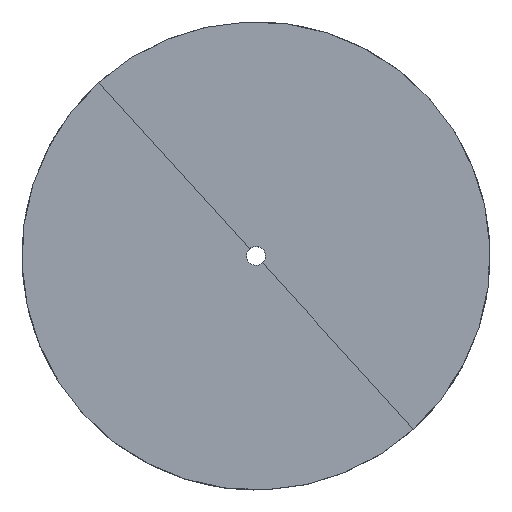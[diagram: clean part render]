
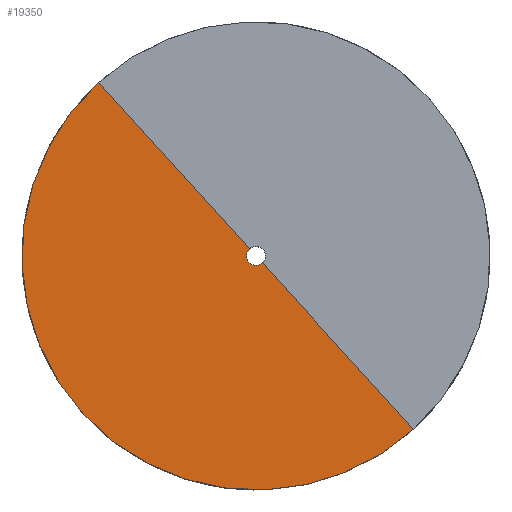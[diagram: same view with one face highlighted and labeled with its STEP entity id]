
A CAD part, top view. The second image highlights one B-rep face of the part: STEP entity #19350.
In plain terms, the highlighted face is a revolution surface.
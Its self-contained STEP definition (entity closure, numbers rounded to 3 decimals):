
#19272 = VERTEX_POINT('',#19273);
#19273 = CARTESIAN_POINT('',(-0.673,0.74,9.5));
#19279 = VERTEX_POINT('',#19280);
#19280 = CARTESIAN_POINT('',(0.673,-0.74,9.5));
#19302 = EDGE_CURVE('',#19272,#19279,#19303,.T.);
#19303 = CIRCLE('',#19304,1.);
#19304 = AXIS2_PLACEMENT_3D('',#19305,#19306,#19307);
#19305 = CARTESIAN_POINT('',(0.,0.,9.5));
#19306 = DIRECTION('',(0.,0.,1.));
#19307 = DIRECTION('',(-0.673,0.74,0.));
#19323 = EDGE_CURVE('',#19272,#19324,#19326,.T.);
#19324 = VERTEX_POINT('',#19325);
#19325 = CARTESIAN_POINT('',(-16.597,18.243,9.5));
#19326 = B_SPLINE_CURVE_WITH_KNOTS('',1,(#19327,#19328),.UNSPECIFIED.,
  .F.,.F.,(2,2),(0.,1.),.PIECEWISE_BEZIER_KNOTS.);
#19327 = CARTESIAN_POINT('',(-0.673,0.74,9.5));
#19328 = CARTESIAN_POINT('',(-16.597,18.243,9.5));
#19331 = VERTEX_POINT('',#19332);
#19332 = CARTESIAN_POINT('',(16.597,-18.243,9.5));
#19339 = EDGE_CURVE('',#19279,#19331,#19340,.T.);
#19340 = B_SPLINE_CURVE_WITH_KNOTS('',1,(#19341,#19342),.UNSPECIFIED.,
  .F.,.F.,(2,2),(0.,1.),.PIECEWISE_BEZIER_KNOTS.);
#19341 = CARTESIAN_POINT('',(0.673,-0.74,9.5));
#19342 = CARTESIAN_POINT('',(16.597,-18.243,9.5));
#19350 = ADVANCED_FACE('[Impeller_1] Material domain SolidHub',(#19351),
  #19363,.F.);
#19351 = FACE_BOUND('',#19352,.F.);
#19352 = EDGE_LOOP('',(#19353,#19360,#19361,#19362));
#19353 = ORIENTED_EDGE('',*,*,#19354,.F.);
#19354 = EDGE_CURVE('',#19324,#19331,#19355,.T.);
#19355 = CIRCLE('',#19356,24.663);
#19356 = AXIS2_PLACEMENT_3D('',#19357,#19358,#19359);
#19357 = CARTESIAN_POINT('',(0.,0.,9.5));
#19358 = DIRECTION('',(0.,0.,1.));
#19359 = DIRECTION('',(-0.673,0.74,0.));
#19360 = ORIENTED_EDGE('',*,*,#19323,.F.);
#19361 = ORIENTED_EDGE('',*,*,#19302,.T.);
#19362 = ORIENTED_EDGE('',*,*,#19339,.T.);
#19363 = SURFACE_OF_REVOLUTION('',#19364,#19367);
#19364 = B_SPLINE_CURVE_WITH_KNOTS('',1,(#19365,#19366),.UNSPECIFIED.,
  .F.,.F.,(2,2),(0.,1.),.PIECEWISE_BEZIER_KNOTS.);
#19365 = CARTESIAN_POINT('',(-0.673,0.74,9.5));
#19366 = CARTESIAN_POINT('',(-16.597,18.243,9.5));
#19367 = AXIS1_PLACEMENT('',#19368,#19369);
#19368 = CARTESIAN_POINT('',(0.,0.,0.));
#19369 = DIRECTION('',(0.,0.,1.));
